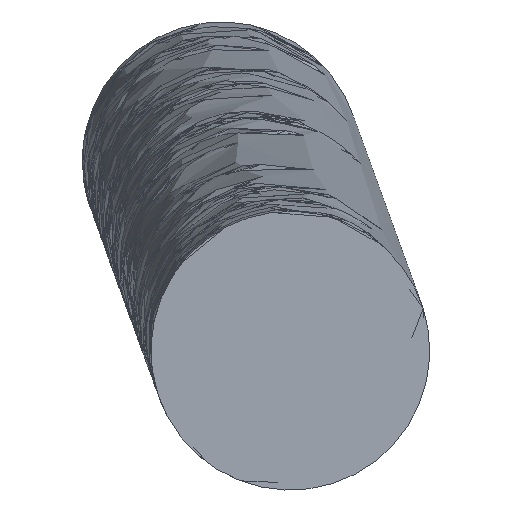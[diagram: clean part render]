
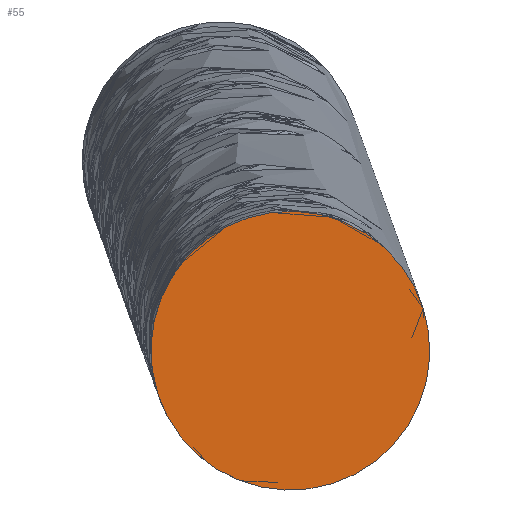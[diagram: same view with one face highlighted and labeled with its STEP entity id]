
A CAD part, top view. The second image highlights one B-rep face of the part: STEP entity #55.
In plain terms, the highlighted planar face has unit normal (0, 0, 1).
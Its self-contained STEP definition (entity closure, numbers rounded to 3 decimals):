
#33=FACE_OUTER_BOUND('',#36,.T.);
#36=EDGE_LOOP('',(#47));
#39=CIRCLE('',#79,1.);
#42=VERTEX_POINT('',#97);
#44=EDGE_CURVE('',#42,#42,#39,.T.);
#47=ORIENTED_EDGE('',*,*,#44,.F.);
#53=PLANE('',#78);
#55=ADVANCED_FACE('',(#33),#53,.F.);
#78=AXIS2_PLACEMENT_3D('',#96,#85,#86);
#79=AXIS2_PLACEMENT_3D('',#98,#87,#88);
#85=DIRECTION('center_axis',(0.,0.,-1.));
#86=DIRECTION('ref_axis',(-1.,0.,0.));
#87=DIRECTION('center_axis',(0.,0.,-1.));
#88=DIRECTION('ref_axis',(-1.,0.,0.));
#96=CARTESIAN_POINT('Origin',(31.35,4.694,100.));
#97=CARTESIAN_POINT('',(32.303,4.997,100.));
#98=CARTESIAN_POINT('Origin',(31.35,4.694,100.));
